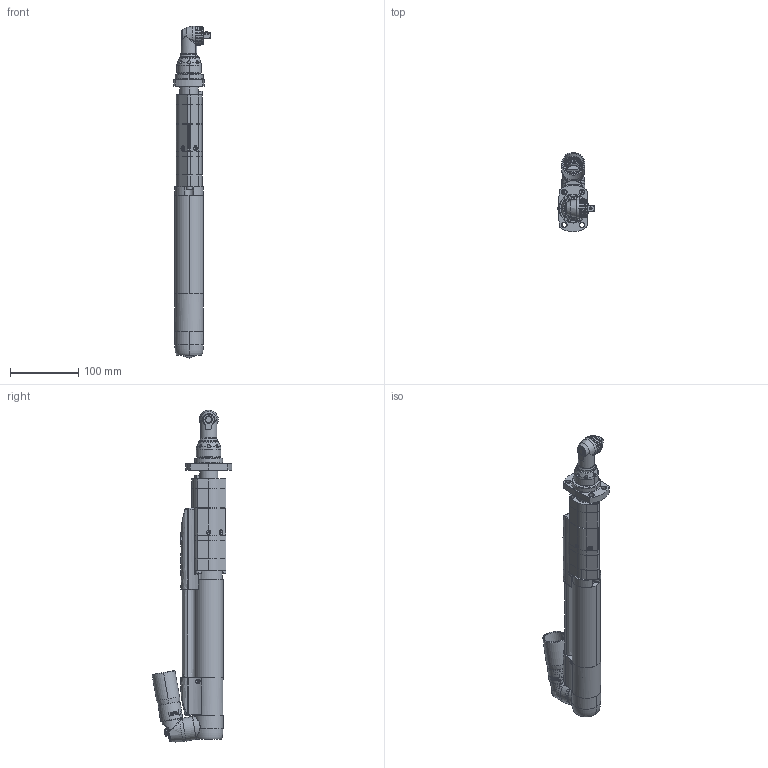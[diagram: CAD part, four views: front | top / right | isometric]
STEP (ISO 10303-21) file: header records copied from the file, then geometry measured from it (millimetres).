
FILE_DESCRIPTION((''),'2;1');
FILE_NAME('9831407727_ASM','2015-06-01T',('toohpn'),(''),'CREO PARAMETRIC BY PTC INC, 2014500','CREO PARAMETRIC BY PTC INC, 2014500','');
FILE_SCHEMA(('CONFIG_CONTROL_DESIGN','GEOMETRIC_VALIDATION_PROPERTIES_MIM'));
Products named in the file (45): 4230260102; 4230260112_ASM; 4230262500; 0219110017; 4230262900; 4230262180_ASM; 4230263000; 4230263200; 4230263300; 4230263280_ASM; 4230263700; 4230262700; 4230263500_AF0; 0215000398; 4230264080_ASM; 4230261700_AF0; 4230300080_ASM; 4230301180_ASM; 4230217000; 4230161902; 0211121500; 4230217080_ASM; 4230161300; 4230218070_AF0; 4230218070_AF1; 4230265880_ASM; 0216195765; 4230297280_ASM; 4230296280_ASM; 4230264410; 0211117400; 4232156900; 0246195689; 0261109110; 4232156880_ASM; 4220181904; 4210246320; 4210246372_ASM; 4090066100; 4210334906 ...
Assembly tree (51 placements, depth 5):
  9831407727_ASM
    4230301180_ASM
      4230260112_ASM
        4230260102
      4230262180_ASM
        4230262500
        0219110017  x2
        4230262900
      4230264080_ASM
        4230263000
        4230263280_ASM
          4230263200
          4230263300
        4230263700
        4230262700
        4230263500_AF0
        0215000398
      4230300080_ASM
        4230261700_AF0
    4230217080_ASM
      4230217000
      4230161902
      0211121500  x3
    4230296280_ASM
      4230297280_ASM
        4230161300
        4230265880_ASM
          4230218070_AF0
          4230218070_AF1
        0216195765  x4
    4230264410
    0211117400  x2
    4232156880_ASM
      4232156900
      0246195689
      0261109110
    4224150013_ASM
      4220181904
      4210246372_ASM
        4210246320
      4090066100
      4210334906
      4220244700
      4224150013_SW
    4220084100
Bounding box: 53.3 x 117.06 x 487.53 mm (x, y, z)
Volume: 418272 mm3; surface area: 255683.2 mm2
Topology: 38 solids, 67 shells, 3554 faces, 9423 edges, 6125 vertices
Faces by surface type: plane 1340, cylinder 1206, torus 372, bspline 303, cone 292, sphere 22, extrusion 13, revolution 6
Entity records: 151788 total; most frequent: CARTESIAN_POINT 41659, ORIENTED_EDGE 17983, DIRECTION 16720, EDGE_CURVE 9065, PRESENTATION_STYLE_ASSIGNMENT 7710, STYLED_ITEM 7581, CURVE_STYLE 7502, AXIS2_PLACEMENT_3D 6458
